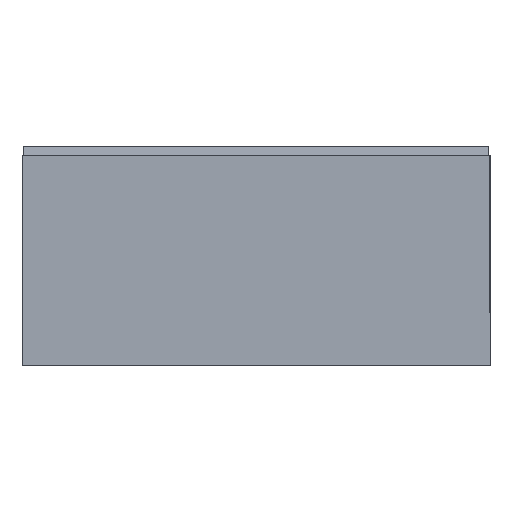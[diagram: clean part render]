
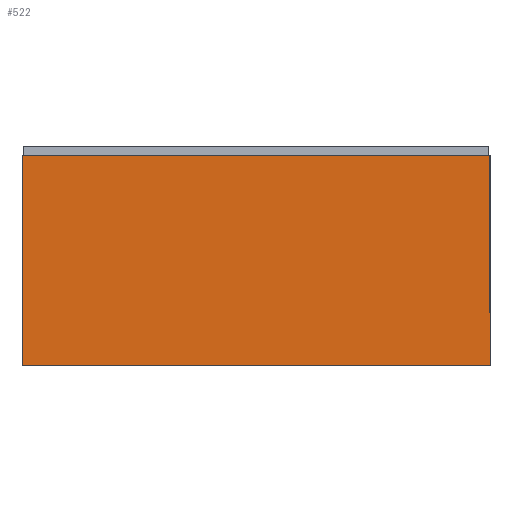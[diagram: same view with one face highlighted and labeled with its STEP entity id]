
A CAD part, left-side view. The second image highlights one B-rep face of the part: STEP entity #522.
In plain terms, the highlighted planar face has unit normal (-1, 0, 0).
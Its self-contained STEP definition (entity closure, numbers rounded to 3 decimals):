
#170 = VERTEX_POINT ( 'NONE', #966 ) ;
#203 = EDGE_CURVE ( 'NONE', #236, #170, #1028, .T. ) ;
#236 = VERTEX_POINT ( 'NONE', #1091 ) ;
#238 = EDGE_CURVE ( 'NONE', #239, #236, #1090, .T. ) ;
#239 = VERTEX_POINT ( 'NONE', #1086 ) ;
#471 = VERTEX_POINT ( 'NONE', #1512 ) ;
#521 = EDGE_CURVE ( 'NONE', #170, #471, #1606, .T. ) ;
#522 = ADVANCED_FACE ( 'NONE', ( #1602 ), #1600, .T. ) ;
#523 = EDGE_LOOP ( 'NONE', ( #524, #525, #526, #528 ) ) ;
#524 = ORIENTED_EDGE ( 'NONE', *, *, #203, .T. ) ;
#525 = ORIENTED_EDGE ( 'NONE', *, *, #521, .T. ) ;
#526 = ORIENTED_EDGE ( 'NONE', *, *, #527, .F. ) ;
#527 = EDGE_CURVE ( 'NONE', #239, #471, #1601, .T. ) ;
#528 = ORIENTED_EDGE ( 'NONE', *, *, #238, .T. ) ;
#966 = CARTESIAN_POINT ( 'NONE',  ( -0.8, -0.401, 0. ) ) ;
#1025 = DIRECTION ( 'NONE',  ( 0., -1., 0. ) ) ;
#1026 = VECTOR ( 'NONE', #1025, 1000. ) ;
#1027 = CARTESIAN_POINT ( 'NONE',  ( -0.8, 0.401, 0. ) ) ;
#1028 = LINE ( 'NONE', #1027, #1026 ) ;
#1086 = CARTESIAN_POINT ( 'NONE',  ( -0.8, 0.401, 0.36 ) ) ;
#1087 = DIRECTION ( 'NONE',  ( 0., 0., -1. ) ) ;
#1088 = VECTOR ( 'NONE', #1087, 1000. ) ;
#1089 = CARTESIAN_POINT ( 'NONE',  ( -0.8, 0.401, 0. ) ) ;
#1090 = LINE ( 'NONE', #1089, #1088 ) ;
#1091 = CARTESIAN_POINT ( 'NONE',  ( -0.8, 0.401, 0. ) ) ;
#1512 = CARTESIAN_POINT ( 'NONE',  ( -0.8, -0.401, 0.36 ) ) ;
#1593 = DIRECTION ( 'NONE',  ( 0., -1., 0. ) ) ;
#1594 = VECTOR ( 'NONE', #1593, 1000. ) ;
#1595 = CARTESIAN_POINT ( 'NONE',  ( -0.8, 0.401, 0.36 ) ) ;
#1596 = DIRECTION ( 'NONE',  ( 0., -1., 0. ) ) ;
#1597 = DIRECTION ( 'NONE',  ( -1., 0., 0. ) ) ;
#1598 = CARTESIAN_POINT ( 'NONE',  ( -0.8, -0.401, 0. ) ) ;
#1599 = AXIS2_PLACEMENT_3D ( 'NONE', #1598, #1597, #1596 ) ;
#1600 = PLANE ( 'NONE',  #1599 ) ;
#1601 = LINE ( 'NONE', #1595, #1594 ) ;
#1602 = FACE_OUTER_BOUND ( 'NONE', #523, .T. ) ;
#1603 = DIRECTION ( 'NONE',  ( 0., 0., 1. ) ) ;
#1604 = VECTOR ( 'NONE', #1603, 1000. ) ;
#1605 = CARTESIAN_POINT ( 'NONE',  ( -0.8, -0.401, 0. ) ) ;
#1606 = LINE ( 'NONE', #1605, #1604 ) ;
